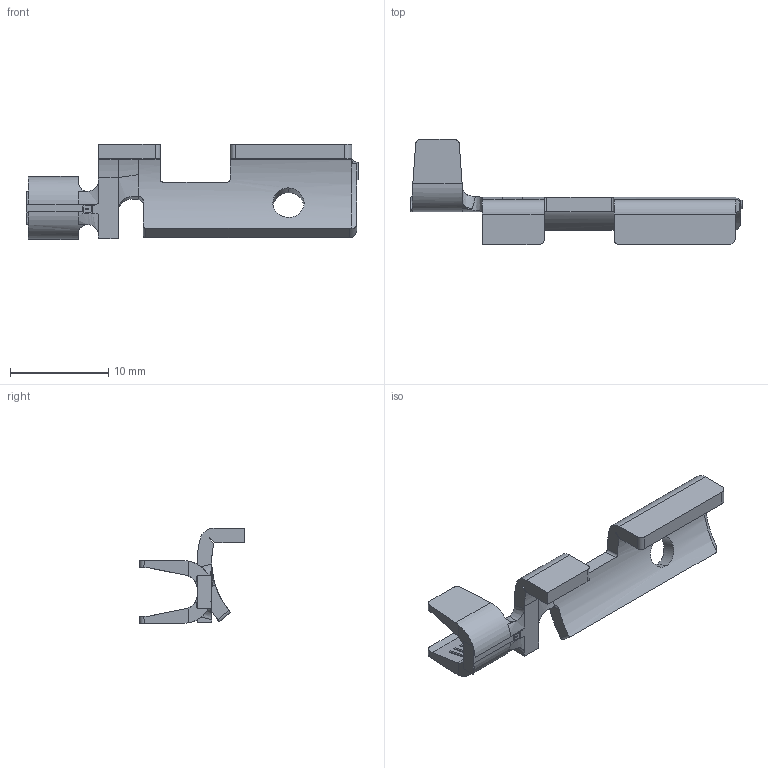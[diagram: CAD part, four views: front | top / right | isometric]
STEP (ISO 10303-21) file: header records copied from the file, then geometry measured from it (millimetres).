
FILE_DESCRIPTION (( 'STEP AP203' ), '1' );
FILE_NAME ('82082.STEP', '2015-02-12T20:10:49', ( '' ), ( '' ), 'SwSTEP 2.0', 'SolidWorks 2014', '' );
FILE_SCHEMA (( 'CONFIG_CONTROL_DESIGN' ));
Length unit declared in the file: inch
Products named in the file (1): 82082
Bounding box: 33.78 x 10.72 x 9.73 mm (x, y, z)
Volume: 485.7 mm3; surface area: 911.9 mm2
Topology: 1 solids, 1 shells, 201 faces, 511 edges, 312 vertices
Faces by surface type: plane 114, cylinder 43, bspline 26, cone 18
Entity records: 6357 total; most frequent: CARTESIAN_POINT 1643, ORIENTED_EDGE 1022, DIRECTION 881, EDGE_CURVE 511, LINE 361, VECTOR 361, VERTEX_POINT 312, AXIS2_PLACEMENT_3D 260
